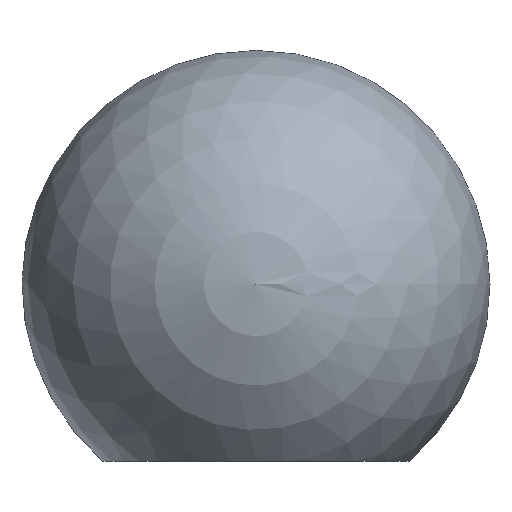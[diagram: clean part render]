
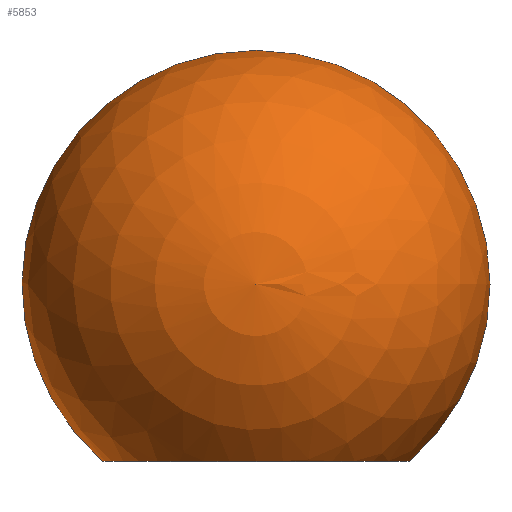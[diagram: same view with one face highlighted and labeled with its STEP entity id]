
A CAD part, top view. The second image highlights one B-rep face of the part: STEP entity #5853.
In plain terms, the highlighted spherical face has radius 10 mm.
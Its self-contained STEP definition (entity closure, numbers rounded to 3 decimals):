
#605 = CARTESIAN_POINT ( 'NONE',  ( -6.55, -7.556, 0. ) ) ;
#818 = ORIENTED_EDGE ( 'NONE', *, *, #2119, .T. ) ;
#911 = ORIENTED_EDGE ( 'NONE', *, *, #6774, .F. ) ;
#912 = DIRECTION ( 'NONE',  ( 0., 0., -1. ) ) ;
#1096 = DIRECTION ( 'NONE',  ( 0., 0., 1. ) ) ;
#1180 = CARTESIAN_POINT ( 'NONE',  ( 0., -7.556, 0. ) ) ;
#2106 = DIRECTION ( 'NONE',  ( 1., 0., 0. ) ) ;
#2119 = EDGE_CURVE ( 'NONE', #10934, #12548, #2821, .T. ) ;
#2737 = CIRCLE ( 'NONE', #2949, 10. ) ;
#2821 = CIRCLE ( 'NONE', #9518, 10. ) ;
#2949 = AXIS2_PLACEMENT_3D ( 'NONE', #2956, #912, #8239 ) ;
#2956 = CARTESIAN_POINT ( 'NONE',  ( 0., 0., 0. ) ) ;
#3094 = FACE_OUTER_BOUND ( 'NONE', #5982, .T. ) ;
#3315 = DIRECTION ( 'NONE',  ( 0., -1., 0. ) ) ;
#4291 = CARTESIAN_POINT ( 'NONE',  ( 6.55, -7.556, 0. ) ) ;
#5853 = ADVANCED_FACE ( 'NONE', ( #3094 ), #11807, .T. ) ;
#5982 = EDGE_LOOP ( 'NONE', ( #10088, #818, #911 ) ) ;
#6561 = CIRCLE ( 'NONE', #8149, 6.55 ) ;
#6774 = EDGE_CURVE ( 'NONE', #13060, #12548, #6561, .T. ) ;
#7968 = AXIS2_PLACEMENT_3D ( 'NONE', #9485, #1096, #12477 ) ;
#8149 = AXIS2_PLACEMENT_3D ( 'NONE', #1180, #3315, #10674 ) ;
#8239 = DIRECTION ( 'NONE',  ( -1., 0., 0. ) ) ;
#9467 = CARTESIAN_POINT ( 'NONE',  ( 0., 10., 0. ) ) ;
#9485 = CARTESIAN_POINT ( 'NONE',  ( 0., 0., 0. ) ) ;
#9518 = AXIS2_PLACEMENT_3D ( 'NONE', #9800, #12643, #2106 ) ;
#9800 = CARTESIAN_POINT ( 'NONE',  ( 0., 0., 0. ) ) ;
#10088 = ORIENTED_EDGE ( 'NONE', *, *, #13590, .F. ) ;
#10674 = DIRECTION ( 'NONE',  ( 1., 0., 0. ) ) ;
#10934 = VERTEX_POINT ( 'NONE', #9467 ) ;
#11807 = SPHERICAL_SURFACE ( 'NONE', #7968, 10. ) ;
#12477 = DIRECTION ( 'NONE',  ( 1., 0., 0. ) ) ;
#12548 = VERTEX_POINT ( 'NONE', #605 ) ;
#12643 = DIRECTION ( 'NONE',  ( 0., 0., 1. ) ) ;
#13060 = VERTEX_POINT ( 'NONE', #4291 ) ;
#13590 = EDGE_CURVE ( 'NONE', #10934, #13060, #2737, .T. ) ;
